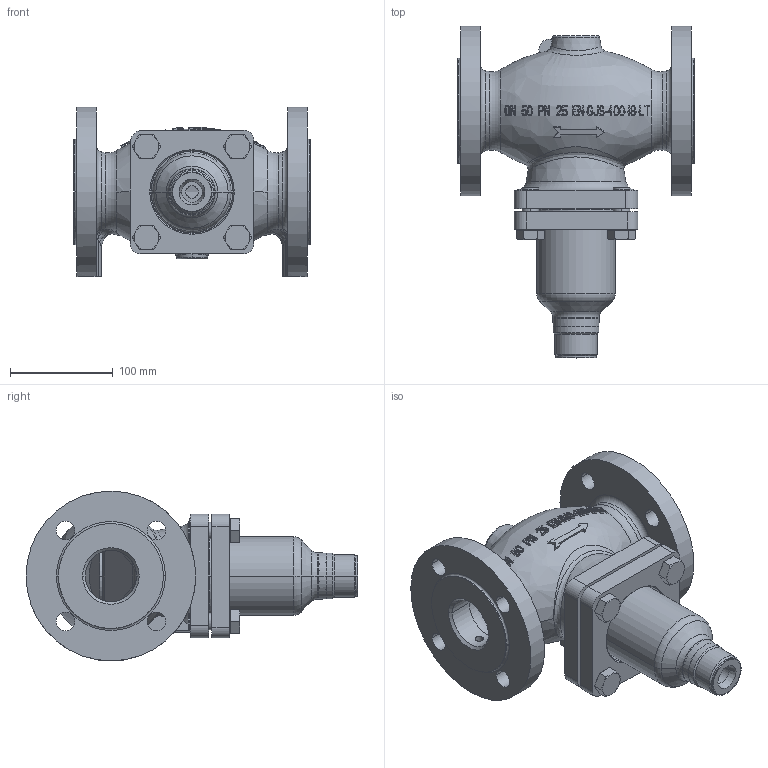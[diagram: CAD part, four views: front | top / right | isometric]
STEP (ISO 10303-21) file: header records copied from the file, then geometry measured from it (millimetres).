
FILE_DESCRIPTION((''),'2;1');
FILE_NAME('065B2406_ASM','2015-03-13T',('u317927'),('Danfoss'),'PRO/ENGINEER BY PARAMETRIC TECHNOLOGY CORPORATION, 2014000','PRO/ENGINEER BY PARAMETRIC TECHNOLOGY CORPORATION, 2014000','');
FILE_SCHEMA(('CONFIG_CONTROL_DESIGN'));
Length unit declared in the file: millimetre
Products named in the file (7): 8861185; 8861044; 8861045; 8861023; 5184023; ZVAR_2; 065B2406_ASM
Assembly tree (9 placements, depth 2):
  065B2406_ASM
    8861185
    8861044
    8861045
    8861023
    5184023  x4
    ZVAR_2
Bounding box: 230 x 322.6 x 165 mm (x, y, z)
Volume: 1997983.8 mm3; surface area: 413054.7 mm2
Topology: 9 solids, 21 shells, 1102 faces, 2856 edges, 1840 vertices
Faces by surface type: plane 697, cylinder 180, bspline 89, cone 85, torus 45, sphere 6
Entity records: 35811 total; most frequent: CARTESIAN_POINT 12354, ORIENTED_EDGE 5328, DIRECTION 4109, EDGE_CURVE 2682, VERTEX_POINT 1732, AXIS2_PLACEMENT_3D 1576, EDGE_LOOP 1128, B_SPLINE_CURVE_WITH_KNOTS 1103
